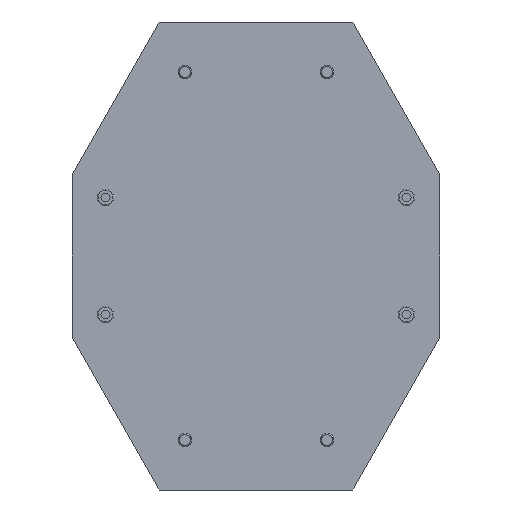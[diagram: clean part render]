
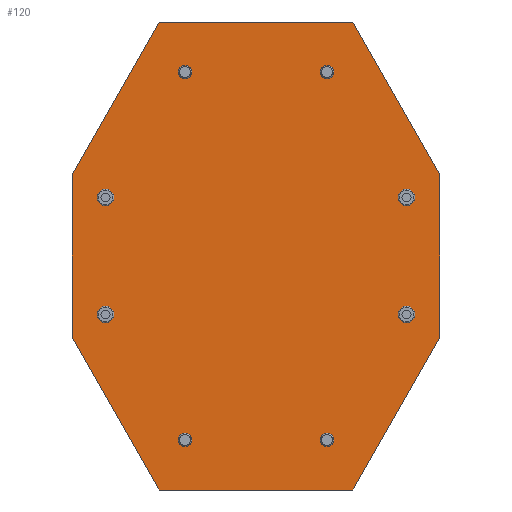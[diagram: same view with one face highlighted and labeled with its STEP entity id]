
A CAD part, front view. The second image highlights one B-rep face of the part: STEP entity #120.
In plain terms, the highlighted planar face has unit normal (0, -1, 0).
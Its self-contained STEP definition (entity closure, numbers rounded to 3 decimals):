
#120=ADVANCED_FACE('',(#313,#314,#315,#316,#317,#318,#319,#320,#321),#322,.F.);
#313=FACE_BOUND('',#629,.T.);
#314=FACE_BOUND('',#630,.T.);
#315=FACE_BOUND('',#631,.T.);
#316=FACE_BOUND('',#632,.T.);
#317=FACE_BOUND('',#633,.T.);
#318=FACE_BOUND('',#634,.T.);
#319=FACE_OUTER_BOUND('',#635,.T.);
#320=FACE_BOUND('',#636,.T.);
#321=FACE_BOUND('',#637,.T.);
#322=PLANE('',#638);
#629=EDGE_LOOP('',(#1200,#1201));
#630=EDGE_LOOP('',(#1202,#1203));
#631=EDGE_LOOP('',(#1204,#1205));
#632=EDGE_LOOP('',(#1206,#1207));
#633=EDGE_LOOP('',(#1208,#1209));
#634=EDGE_LOOP('',(#1210,#1211));
#635=EDGE_LOOP('',(#1212,#1213,#1214,#1215,#1216,#1217,#1218,#1219));
#636=EDGE_LOOP('',(#1220,#1221));
#637=EDGE_LOOP('',(#1222,#1223));
#638=AXIS2_PLACEMENT_3D('',#1224,#1225,#1226);
#1200=ORIENTED_EDGE('',*,*,#2102,.T.);
#1201=ORIENTED_EDGE('',*,*,#2156,.T.);
#1202=ORIENTED_EDGE('',*,*,#2068,.T.);
#1203=ORIENTED_EDGE('',*,*,#2157,.T.);
#1204=ORIENTED_EDGE('',*,*,#2062,.T.);
#1205=ORIENTED_EDGE('',*,*,#2158,.T.);
#1206=ORIENTED_EDGE('',*,*,#2045,.T.);
#1207=ORIENTED_EDGE('',*,*,#2159,.T.);
#1208=ORIENTED_EDGE('',*,*,#2028,.T.);
#1209=ORIENTED_EDGE('',*,*,#2160,.T.);
#1210=ORIENTED_EDGE('',*,*,#2011,.T.);
#1211=ORIENTED_EDGE('',*,*,#2161,.T.);
#1212=ORIENTED_EDGE('',*,*,#2162,.F.);
#1213=ORIENTED_EDGE('',*,*,#2163,.F.);
#1214=ORIENTED_EDGE('',*,*,#2164,.F.);
#1215=ORIENTED_EDGE('',*,*,#2165,.F.);
#1216=ORIENTED_EDGE('',*,*,#2166,.F.);
#1217=ORIENTED_EDGE('',*,*,#2167,.F.);
#1218=ORIENTED_EDGE('',*,*,#2168,.F.);
#1219=ORIENTED_EDGE('',*,*,#2169,.F.);
#1220=ORIENTED_EDGE('',*,*,#2085,.T.);
#1221=ORIENTED_EDGE('',*,*,#2170,.T.);
#1222=ORIENTED_EDGE('',*,*,#2119,.T.);
#1223=ORIENTED_EDGE('',*,*,#2155,.T.);
#1224=CARTESIAN_POINT('',(0.,0.0,0.0));
#1225=DIRECTION('',(-0.0,1.0,0.));
#1226=DIRECTION('',(1.0,0.0,0.0));
#2011=EDGE_CURVE('',#2377,#2375,#2378,.T.);
#2028=EDGE_CURVE('',#2409,#2407,#2410,.T.);
#2045=EDGE_CURVE('',#2441,#2439,#2442,.T.);
#2062=EDGE_CURVE('',#2473,#2471,#2474,.T.);
#2068=EDGE_CURVE('',#2477,#2483,#2485,.T.);
#2085=EDGE_CURVE('',#2509,#2515,#2517,.T.);
#2102=EDGE_CURVE('',#2541,#2547,#2549,.T.);
#2119=EDGE_CURVE('',#2573,#2579,#2581,.T.);
#2155=EDGE_CURVE('',#2579,#2573,#2639,.T.);
#2156=EDGE_CURVE('',#2547,#2541,#2640,.T.);
#2157=EDGE_CURVE('',#2483,#2477,#2641,.T.);
#2158=EDGE_CURVE('',#2471,#2473,#2642,.T.);
#2159=EDGE_CURVE('',#2439,#2441,#2643,.T.);
#2160=EDGE_CURVE('',#2407,#2409,#2644,.T.);
#2161=EDGE_CURVE('',#2375,#2377,#2645,.T.);
#2162=EDGE_CURVE('',#2646,#2647,#2648,.T.);
#2163=EDGE_CURVE('',#2649,#2646,#2650,.T.);
#2164=EDGE_CURVE('',#2651,#2649,#2652,.T.);
#2165=EDGE_CURVE('',#2653,#2651,#2654,.T.);
#2166=EDGE_CURVE('',#2655,#2653,#2656,.T.);
#2167=EDGE_CURVE('',#2657,#2655,#2658,.T.);
#2168=EDGE_CURVE('',#2659,#2657,#2660,.T.);
#2169=EDGE_CURVE('',#2647,#2659,#2661,.T.);
#2170=EDGE_CURVE('',#2515,#2509,#2662,.T.);
#2375=VERTEX_POINT('',#2963);
#2377=VERTEX_POINT('',#2966);
#2378=CIRCLE('',#2967,4.0);
#2407=VERTEX_POINT('',#3001);
#2409=VERTEX_POINT('',#3004);
#2410=CIRCLE('',#3005,4.0);
#2439=VERTEX_POINT('',#3039);
#2441=VERTEX_POINT('',#3042);
#2442=CIRCLE('',#3043,4.0);
#2471=VERTEX_POINT('',#3077);
#2473=VERTEX_POINT('',#3080);
#2474=CIRCLE('',#3081,4.0);
#2477=VERTEX_POINT('',#3085);
#2483=VERTEX_POINT('',#3092);
#2485=CIRCLE('',#3095,5.0);
#2509=VERTEX_POINT('',#3123);
#2515=VERTEX_POINT('',#3130);
#2517=CIRCLE('',#3133,5.0);
#2541=VERTEX_POINT('',#3161);
#2547=VERTEX_POINT('',#3168);
#2549=CIRCLE('',#3171,5.0);
#2573=VERTEX_POINT('',#3199);
#2579=VERTEX_POINT('',#3206);
#2581=CIRCLE('',#3209,5.0);
#2639=CIRCLE('',#3289,5.0);
#2640=CIRCLE('',#3290,5.0);
#2641=CIRCLE('',#3291,5.0);
#2642=CIRCLE('',#3292,4.0);
#2643=CIRCLE('',#3293,4.0);
#2644=CIRCLE('',#3294,4.0);
#2645=CIRCLE('',#3295,4.0);
#2646=VERTEX_POINT('',#3296);
#2647=VERTEX_POINT('',#3297);
#2648=LINE('',#3298,#3299);
#2649=VERTEX_POINT('',#3300);
#2650=LINE('',#3301,#3302);
#2651=VERTEX_POINT('',#3303);
#2652=LINE('',#3304,#3305);
#2653=VERTEX_POINT('',#3306);
#2654=LINE('',#3307,#3308);
#2655=VERTEX_POINT('',#3309);
#2656=LINE('',#3310,#3311);
#2657=VERTEX_POINT('',#3312);
#2658=LINE('',#3313,#3314);
#2659=VERTEX_POINT('',#3315);
#2660=LINE('',#3316,#3317);
#2661=LINE('',#3318,#3319);
#2662=CIRCLE('',#3320,5.0);
#2963=CARTESIAN_POINT('',(-38.5,0.,-110.0));
#2966=CARTESIAN_POINT('',(-46.5,0.,-110.0));
#2967=AXIS2_PLACEMENT_3D('',#3767,#3768,#3769);
#3001=CARTESIAN_POINT('',(-38.5,0.,110.0));
#3004=CARTESIAN_POINT('',(-46.5,0.,110.0));
#3005=AXIS2_PLACEMENT_3D('',#3806,#3807,#3808);
#3039=CARTESIAN_POINT('',(46.5,0.,-110.0));
#3042=CARTESIAN_POINT('',(38.5,0.,-110.0));
#3043=AXIS2_PLACEMENT_3D('',#3845,#3846,#3847);
#3077=CARTESIAN_POINT('',(46.5,0.,110.0));
#3080=CARTESIAN_POINT('',(38.5,0.,110.0));
#3081=AXIS2_PLACEMENT_3D('',#3884,#3885,#3886);
#3085=CARTESIAN_POINT('',(-95.0,0.,-35.0));
#3092=CARTESIAN_POINT('',(-85.0,0.,-35.0));
#3095=AXIS2_PLACEMENT_3D('',#3896,#3897,#3898);
#3123=CARTESIAN_POINT('',(-95.0,0.,35.0));
#3130=CARTESIAN_POINT('',(-85.0,0.,35.0));
#3133=AXIS2_PLACEMENT_3D('',#3935,#3936,#3937);
#3161=CARTESIAN_POINT('',(85.0,0.,-35.0));
#3168=CARTESIAN_POINT('',(95.0,0.,-35.0));
#3171=AXIS2_PLACEMENT_3D('',#3974,#3975,#3976);
#3199=CARTESIAN_POINT('',(85.0,0.,35.0));
#3206=CARTESIAN_POINT('',(95.0,0.,35.0));
#3209=AXIS2_PLACEMENT_3D('',#4013,#4014,#4015);
#3289=AXIS2_PLACEMENT_3D('',#4077,#4078,#4079);
#3290=AXIS2_PLACEMENT_3D('',#4080,#4081,#4082);
#3291=AXIS2_PLACEMENT_3D('',#4083,#4084,#4085);
#3292=AXIS2_PLACEMENT_3D('',#4086,#4087,#4088);
#3293=AXIS2_PLACEMENT_3D('',#4089,#4090,#4091);
#3294=AXIS2_PLACEMENT_3D('',#4092,#4093,#4094);
#3295=AXIS2_PLACEMENT_3D('',#4095,#4096,#4097);
#3296=CARTESIAN_POINT('',(-110.0,0.,-48.5));
#3297=CARTESIAN_POINT('',(-110.0,0.,48.5));
#3298=CARTESIAN_POINT('',(-110.0,0.,-48.5));
#3299=VECTOR('',#4098,1.0);
#3300=CARTESIAN_POINT('',(-58.0,0.,-140.0));
#3301=CARTESIAN_POINT('',(-58.0,0.,-140.0));
#3302=VECTOR('',#4099,1.0);
#3303=CARTESIAN_POINT('',(58.0,0.,-140.0));
#3304=CARTESIAN_POINT('',(58.0,0.,-140.0));
#3305=VECTOR('',#4100,1.0);
#3306=CARTESIAN_POINT('',(110.0,0.,-48.5));
#3307=CARTESIAN_POINT('',(110.0,0.,-48.5));
#3308=VECTOR('',#4101,1.0);
#3309=CARTESIAN_POINT('',(110.0,0.,48.5));
#3310=CARTESIAN_POINT('',(110.0,0.,48.5));
#3311=VECTOR('',#4102,1.0);
#3312=CARTESIAN_POINT('',(58.0,0.,140.0));
#3313=CARTESIAN_POINT('',(58.0,0.,140.0));
#3314=VECTOR('',#4103,1.0);
#3315=CARTESIAN_POINT('',(-58.0,0.,140.0));
#3316=CARTESIAN_POINT('',(-58.0,0.,140.0));
#3317=VECTOR('',#4104,1.0);
#3318=CARTESIAN_POINT('',(-110.0,0.,48.5));
#3319=VECTOR('',#4105,1.0);
#3320=AXIS2_PLACEMENT_3D('',#4106,#4107,#4108);
#3767=CARTESIAN_POINT('',(-42.5,0.,-110.0));
#3768=DIRECTION('',(0.,1.0,0.));
#3769=DIRECTION('',(1.0,0.0,0.));
#3806=CARTESIAN_POINT('',(-42.5,0.,110.0));
#3807=DIRECTION('',(0.,1.0,0.));
#3808=DIRECTION('',(1.0,0.0,0.));
#3845=CARTESIAN_POINT('',(42.5,0.,-110.0));
#3846=DIRECTION('',(0.,1.0,0.));
#3847=DIRECTION('',(1.0,0.0,0.));
#3884=CARTESIAN_POINT('',(42.5,0.,110.0));
#3885=DIRECTION('',(0.,1.0,0.));
#3886=DIRECTION('',(1.0,0.0,0.));
#3896=CARTESIAN_POINT('',(-90.0,0.,-35.0));
#3897=DIRECTION('',(0.,1.0,0.));
#3898=DIRECTION('',(-1.0,0.0,0.));
#3935=CARTESIAN_POINT('',(-90.0,0.,35.0));
#3936=DIRECTION('',(0.,1.0,0.));
#3937=DIRECTION('',(-1.0,0.0,0.));
#3974=CARTESIAN_POINT('',(90.0,0.,-35.0));
#3975=DIRECTION('',(0.,1.0,0.));
#3976=DIRECTION('',(-1.0,0.0,0.));
#4013=CARTESIAN_POINT('',(90.0,0.,35.0));
#4014=DIRECTION('',(0.,1.0,0.));
#4015=DIRECTION('',(-1.0,0.0,0.));
#4077=CARTESIAN_POINT('',(90.0,0.,35.0));
#4078=DIRECTION('',(0.,1.0,0.));
#4079=DIRECTION('',(-1.0,0.0,0.));
#4080=CARTESIAN_POINT('',(90.0,0.,-35.0));
#4081=DIRECTION('',(0.,1.0,0.));
#4082=DIRECTION('',(-1.0,0.0,0.));
#4083=CARTESIAN_POINT('',(-90.0,0.,-35.0));
#4084=DIRECTION('',(0.,1.0,0.));
#4085=DIRECTION('',(-1.0,0.0,0.));
#4086=CARTESIAN_POINT('',(42.5,0.,110.0));
#4087=DIRECTION('',(0.,1.0,0.));
#4088=DIRECTION('',(1.0,0.0,0.));
#4089=CARTESIAN_POINT('',(42.5,0.,-110.0));
#4090=DIRECTION('',(0.,1.0,0.));
#4091=DIRECTION('',(1.0,0.0,0.));
#4092=CARTESIAN_POINT('',(-42.5,0.,110.0));
#4093=DIRECTION('',(0.,1.0,0.));
#4094=DIRECTION('',(1.0,0.0,0.));
#4095=CARTESIAN_POINT('',(-42.5,0.,-110.0));
#4096=DIRECTION('',(0.,1.0,0.));
#4097=DIRECTION('',(1.0,0.0,0.));
#4098=DIRECTION('',(0.0,0.,1.0));
#4099=DIRECTION('',(-0.494,0.,0.869));
#4100=DIRECTION('',(-1.0,0.0,0.0));
#4101=DIRECTION('',(-0.494,0.,-0.869));
#4102=DIRECTION('',(0.0,0.,-1.0));
#4103=DIRECTION('',(0.494,0.,-0.869));
#4104=DIRECTION('',(1.0,0.0,0.0));
#4105=DIRECTION('',(0.494,0.,0.869));
#4106=CARTESIAN_POINT('',(-90.0,0.,35.0));
#4107=DIRECTION('',(0.,1.0,0.));
#4108=DIRECTION('',(-1.0,0.0,0.));
